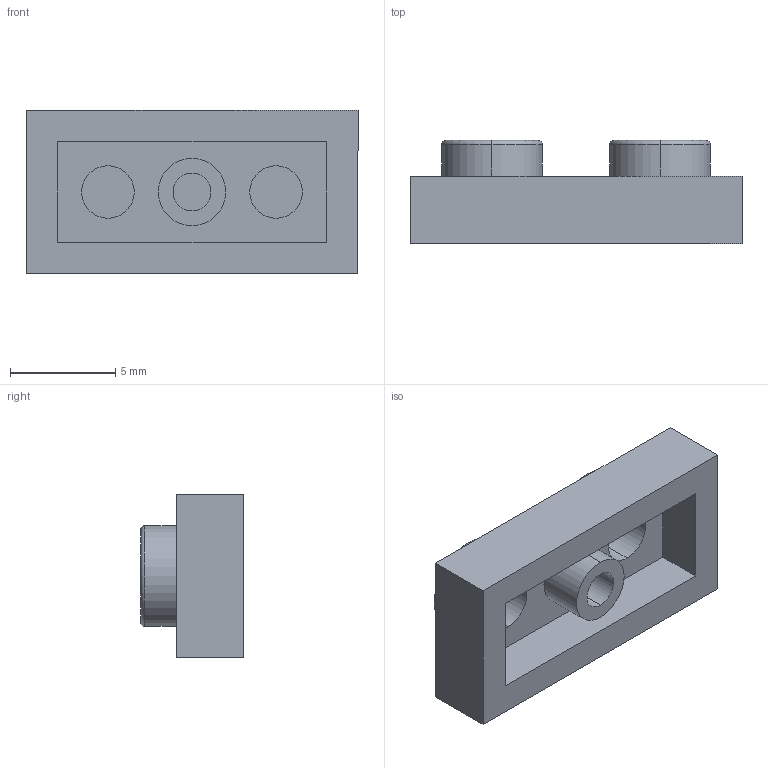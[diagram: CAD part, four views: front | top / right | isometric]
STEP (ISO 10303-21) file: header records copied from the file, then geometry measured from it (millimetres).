
FILE_DESCRIPTION (( 'STEP AP214' ), '1' );
FILE_NAME ('LEGO_3023_4211398.STEP', '2021-02-19T14:00:45', ( '' ), ( '' ), 'SwSTEP 2.0', 'SolidWorks 2018', '' );
FILE_SCHEMA (( 'AUTOMOTIVE_DESIGN' ));
Length unit declared in the file: millimetre
Products named in the file (1): LEGO_3023_4211398
Bounding box: 15.8 x 4.9 x 7.8 mm (x, y, z)
Volume: 316.9 mm3; surface area: 583.3 mm2
Topology: 1 solids, 1 shells, 33 faces, 68 edges, 44 vertices
Faces by surface type: plane 17, cylinder 12, torus 4
Entity records: 916 total; most frequent: DIRECTION 168, CARTESIAN_POINT 146, ORIENTED_EDGE 136, EDGE_CURVE 68, AXIS2_PLACEMENT_3D 66, VERTEX_POINT 44, EDGE_LOOP 40, LINE 36
